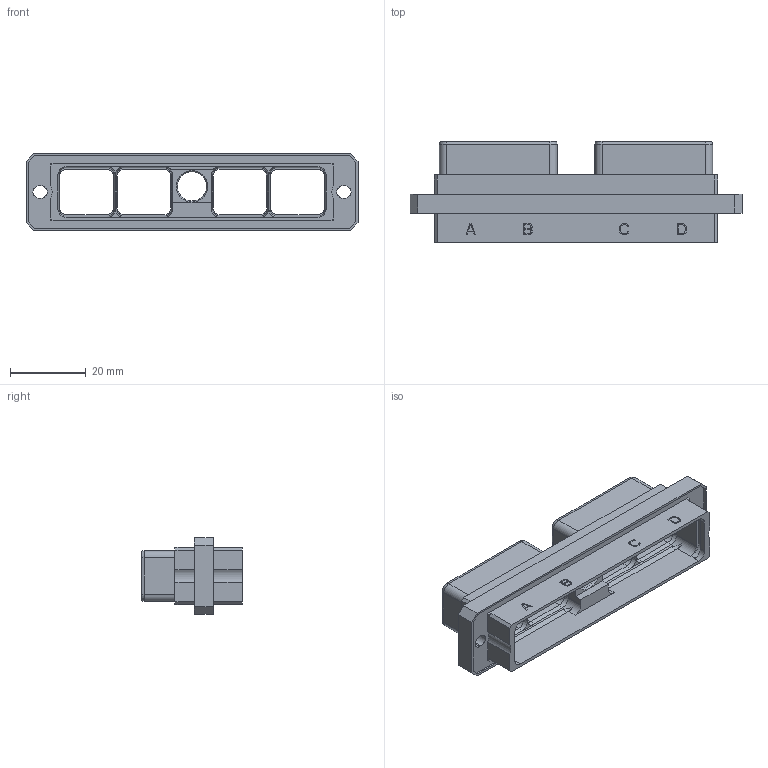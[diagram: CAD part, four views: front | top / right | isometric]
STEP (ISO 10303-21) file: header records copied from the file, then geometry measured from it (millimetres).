
FILE_DESCRIPTION((''),'2;1');
FILE_NAME('SIM2N84V','2019-09-16T',('presta_be4'),(''),'PRO/ENGINEER BY PARAMETRIC TECHNOLOGY CORPORATION, 2014310','PRO/ENGINEER BY PARAMETRIC TECHNOLOGY CORPORATION, 2014310','');
FILE_SCHEMA(('CONFIG_CONTROL_DESIGN'));
Length unit declared in the file: millimetre
Products named in the file (1): SIM2N84V
Bounding box: 87.93 x 26.73 x 20.33 mm (x, y, z)
Volume: 8821.4 mm3; surface area: 12793.6 mm2
Topology: 1 solids, 1 shells, 650 faces, 1813 edges, 1184 vertices
Faces by surface type: plane 539, cylinder 77, cone 34
Entity records: 21090 total; most frequent: CARTESIAN_POINT 4238, ORIENTED_EDGE 3626, DIRECTION 3269, EDGE_CURVE 1813, VECTOR 1601, LINE 1601, VERTEX_POINT 1184, AXIS2_PLACEMENT_3D 834
